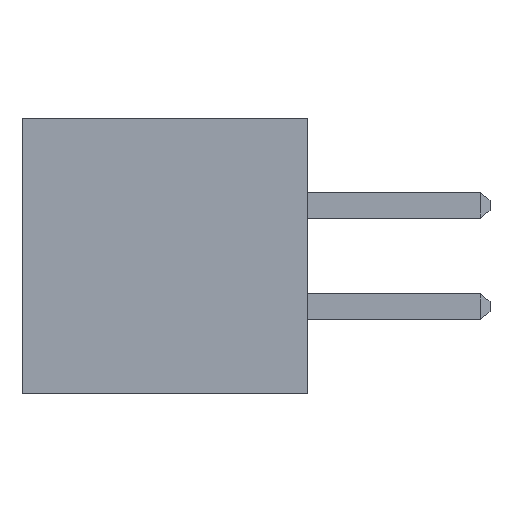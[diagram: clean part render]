
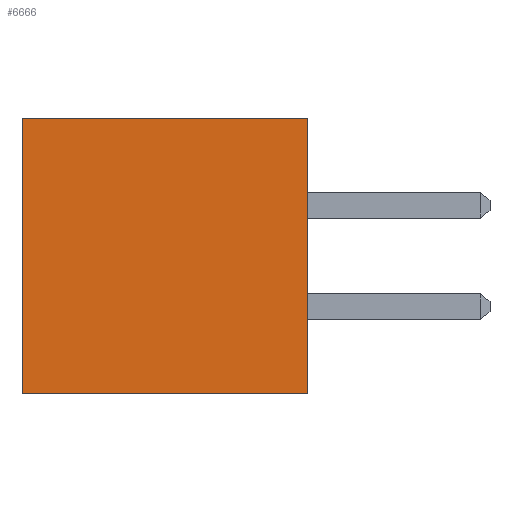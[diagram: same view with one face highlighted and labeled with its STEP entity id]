
A CAD part, left-side view. The second image highlights one B-rep face of the part: STEP entity #6666.
In plain terms, the highlighted planar face has unit normal (-1, 0, 0).
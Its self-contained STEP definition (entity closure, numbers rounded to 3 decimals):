
#162 = EDGE_CURVE ( 'NONE', #2134, #2834, #5374, .T. ) ;
#211 = FACE_OUTER_BOUND ( 'NONE', #6695, .T. ) ;
#440 = VERTEX_POINT ( 'NONE', #8872 ) ;
#502 = ORIENTED_EDGE ( 'NONE', *, *, #5320, .F. ) ;
#523 = CARTESIAN_POINT ( 'NONE',  ( 0., 5.65, 0. ) ) ;
#560 = DIRECTION ( 'NONE',  ( 0., 0., -1. ) ) ;
#1103 = DIRECTION ( 'NONE',  ( 1., 0., 0. ) ) ;
#1649 = ORIENTED_EDGE ( 'NONE', *, *, #8036, .F. ) ;
#1656 = EDGE_CURVE ( 'NONE', #440, #2134, #4450, .T. ) ;
#1968 = VECTOR ( 'NONE', #4706, 1000. ) ;
#2130 = LINE ( 'NONE', #7001, #2378 ) ;
#2134 = VERTEX_POINT ( 'NONE', #7174 ) ;
#2378 = VECTOR ( 'NONE', #7639, 1000. ) ;
#2834 = VERTEX_POINT ( 'NONE', #4355 ) ;
#2965 = CARTESIAN_POINT ( 'NONE',  ( 0., 5.65, 0. ) ) ;
#3813 = AXIS2_PLACEMENT_3D ( 'NONE', #2965, #1103, #560 ) ;
#4355 = CARTESIAN_POINT ( 'NONE',  ( 0., 0., 0. ) ) ;
#4450 = LINE ( 'NONE', #7836, #5868 ) ;
#4706 = DIRECTION ( 'NONE',  ( 0., 0., 1. ) ) ;
#5320 = EDGE_CURVE ( 'NONE', #440, #6389, #5943, .T. ) ;
#5374 = LINE ( 'NONE', #6725, #1968 ) ;
#5819 = PLANE ( 'NONE',  #3813 ) ;
#5868 = VECTOR ( 'NONE', #7159, 1000. ) ;
#5943 = LINE ( 'NONE', #7235, #7915 ) ;
#6389 = VERTEX_POINT ( 'NONE', #523 ) ;
#6633 = ORIENTED_EDGE ( 'NONE', *, *, #1656, .T. ) ;
#6666 = ADVANCED_FACE ( 'NONE', ( #211 ), #5819, .F. ) ;
#6695 = EDGE_LOOP ( 'NONE', ( #8554, #1649, #502, #6633 ) ) ;
#6725 = CARTESIAN_POINT ( 'NONE',  ( 0., 0., 0. ) ) ;
#7001 = CARTESIAN_POINT ( 'NONE',  ( 0., 5.65, 0. ) ) ;
#7159 = DIRECTION ( 'NONE',  ( 0., -1., 0. ) ) ;
#7174 = CARTESIAN_POINT ( 'NONE',  ( 0., 0., -5.45 ) ) ;
#7235 = CARTESIAN_POINT ( 'NONE',  ( 0., 5.65, 0. ) ) ;
#7639 = DIRECTION ( 'NONE',  ( 0., -1., 0. ) ) ;
#7836 = CARTESIAN_POINT ( 'NONE',  ( 0., 5.65, -5.45 ) ) ;
#7915 = VECTOR ( 'NONE', #8037, 1000. ) ;
#8036 = EDGE_CURVE ( 'NONE', #6389, #2834, #2130, .T. ) ;
#8037 = DIRECTION ( 'NONE',  ( 0., 0., 1. ) ) ;
#8554 = ORIENTED_EDGE ( 'NONE', *, *, #162, .T. ) ;
#8872 = CARTESIAN_POINT ( 'NONE',  ( 0., 5.65, -5.45 ) ) ;
